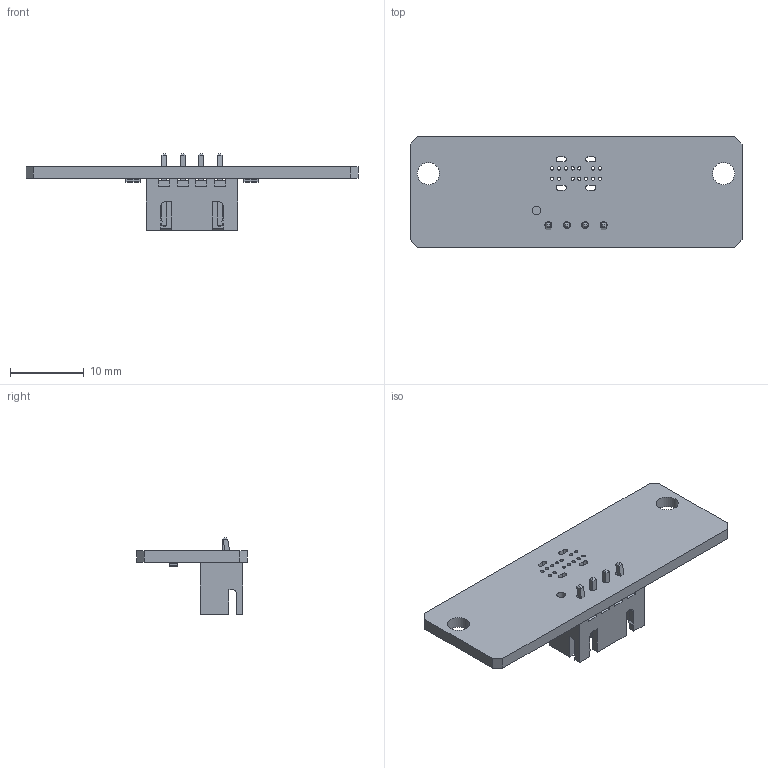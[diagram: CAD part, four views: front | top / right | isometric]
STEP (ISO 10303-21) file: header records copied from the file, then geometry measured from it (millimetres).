
FILE_DESCRIPTION(('KiCad electronic assembly'),'2;1');
FILE_NAME('usbc-jstxh-mini.step','2021-06-05T19:06:22',('An Author'),( 'A Company'),'Open CASCADE STEP processor 6.9', 'KiCad to STEP converter','Unknown');
FILE_SCHEMA(('AUTOMOTIVE_DESIGN { 1 0 10303 214 1 1 1 1 }'));
Length unit declared in the file: millimetre
Products named in the file (6): Open CASCADE STEP translator 6.9 1; R_0805_2012Metric; SOLID; JST_XH_B4B-XH-A_1x04_P2.50mm_Vertical; COMPOUND
Assembly tree (6 placements, depth 3):
  Open CASCADE STEP translator 6.9 1
    R_0805_2012Metric  x2
      SOLID
    JST_XH_B4B-XH-A_1x04_P2.50mm_Vertical
      SOLID
    COMPOUND
Bounding box: 45 x 15 x 10.4 mm (x, y, z)
Volume: 1288.9 mm3; surface area: 2247.1 mm2
Topology: 4 solids, 4 shells, 240 faces, 638 edges, 414 vertices
Faces by surface type: plane 191, cylinder 49
Full cylindrical faces by diameter (mm): 0.45 x14, 0.95 x4, 1.2 x1, 3 x2
Entity records: 15569 total; most frequent: CARTESIAN_POINT 2709, DIRECTION 2166, LINE 1546, VECTOR 1546, ORIENTED_EDGE 1140, PCURVE 1140, DEFINITIONAL_REPRESENTATION 1140, EDGE_CURVE 570
